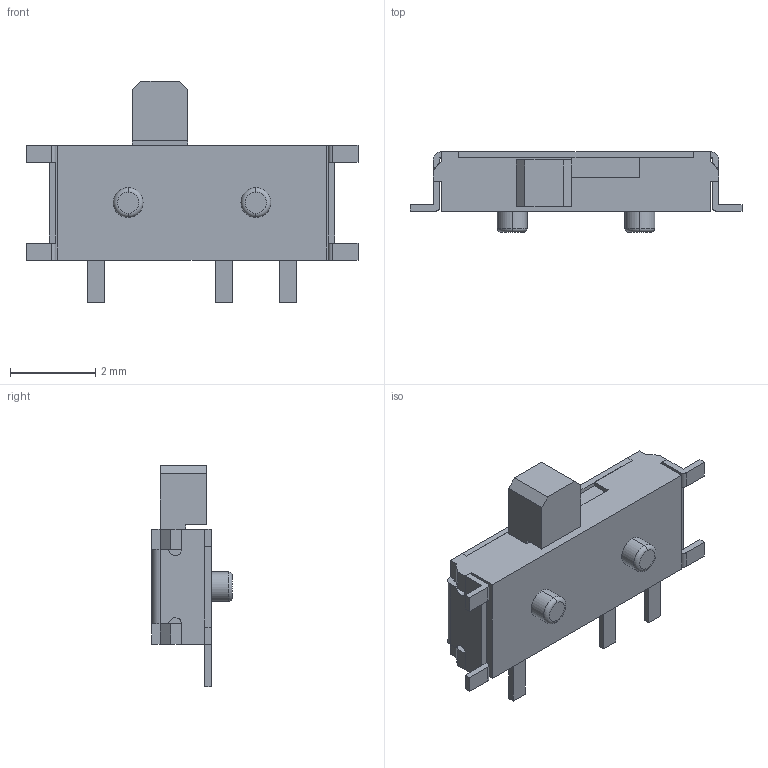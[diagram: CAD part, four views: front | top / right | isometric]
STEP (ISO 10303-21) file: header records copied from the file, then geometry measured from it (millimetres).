
FILE_DESCRIPTION (( 'STEP AP214' ), '1' );
FILE_NAME ('MSK12C02.STEP', '2022-05-16T12:58:07', ( '' ), ( '' ), 'SwSTEP 2.0', 'SolidWorks 2018', '' );
FILE_SCHEMA (( 'AUTOMOTIVE_DESIGN' ));
Length unit declared in the file: millimetre
Products named in the file (1): MSK12C02
Bounding box: 7.8 x 1.9 x 5.2 mm (x, y, z)
Volume: 27.5 mm3; surface area: 126 mm2
Topology: 8 solids, 8 shells, 130 faces, 334 edges, 220 vertices
Faces by surface type: plane 112, cylinder 10, bspline 4, torus 4
Entity records: 5379 total; most frequent: CARTESIAN_POINT 793, ORIENTED_EDGE 668, DIRECTION 608, EDGE_CURVE 334, VECTOR 298, LINE 298, VERTEX_POINT 220, AXIS2_PLACEMENT_3D 155
